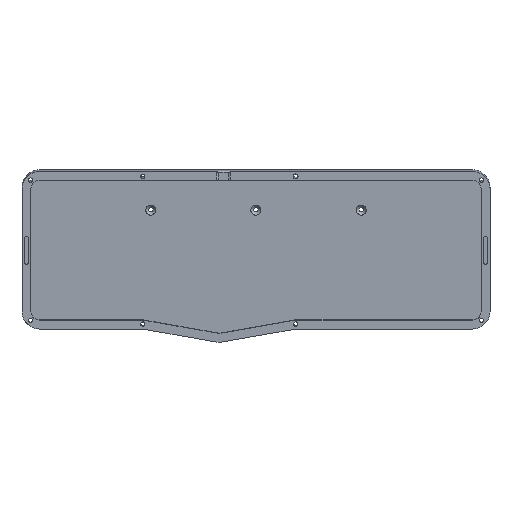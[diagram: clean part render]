
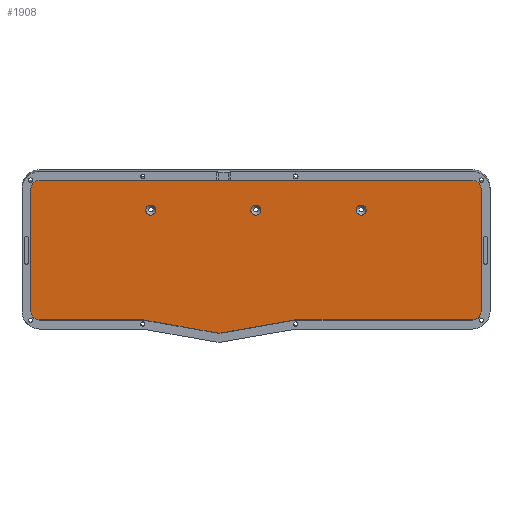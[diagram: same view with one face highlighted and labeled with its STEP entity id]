
A CAD part, top view. The second image highlights one B-rep face of the part: STEP entity #1908.
In plain terms, the highlighted planar face has unit normal (0, -0.087, 0.996).
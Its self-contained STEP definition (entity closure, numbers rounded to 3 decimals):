
#19=FACE_BOUND('',#626,.T.);
#20=FACE_BOUND('',#627,.T.);
#21=FACE_BOUND('',#628,.T.);
#68=PLANE('',#2089);
#117=LINE('',#3074,#250);
#121=LINE('',#3086,#254);
#125=LINE('',#3098,#258);
#128=LINE('',#3104,#261);
#131=LINE('',#3110,#264);
#135=LINE('',#3122,#268);
#139=LINE('',#3134,#272);
#143=LINE('',#3146,#276);
#147=LINE('',#3162,#280);
#250=VECTOR('',#2384,10.);
#254=VECTOR('',#2396,10.);
#258=VECTOR('',#2408,10.);
#261=VECTOR('',#2413,10.);
#264=VECTOR('',#2418,10.);
#268=VECTOR('',#2430,10.);
#272=VECTOR('',#2442,10.);
#276=VECTOR('',#2454,10.);
#280=VECTOR('',#2470,10.);
#373=CIRCLE('',#2011,4.05);
#374=CIRCLE('',#2012,4.05);
#377=CIRCLE('',#2026,4.05);
#378=CIRCLE('',#2027,4.05);
#381=CIRCLE('',#2041,4.05);
#382=CIRCLE('',#2042,4.05);
#392=CIRCLE('',#2059,6.75);
#394=CIRCLE('',#2063,6.75);
#396=CIRCLE('',#2067,5.25);
#398=CIRCLE('',#2073,8.75);
#400=CIRCLE('',#2077,5.25);
#402=CIRCLE('',#2081,6.75);
#404=CIRCLE('',#2085,6.75);
#513=FACE_OUTER_BOUND('',#625,.T.);
#625=EDGE_LOOP('',(#1398,#1399,#1400,#1401,#1402,#1403,#1404,#1405,#1406,
#1407,#1408,#1409,#1410,#1411,#1412,#1413));
#626=EDGE_LOOP('',(#1414,#1415));
#627=EDGE_LOOP('',(#1416,#1417));
#628=EDGE_LOOP('',(#1418,#1419));
#795=VERTEX_POINT('',#2933);
#796=VERTEX_POINT('',#2934);
#805=VERTEX_POINT('',#2983);
#806=VERTEX_POINT('',#2984);
#815=VERTEX_POINT('',#3033);
#816=VERTEX_POINT('',#3034);
#826=VERTEX_POINT('',#3064);
#827=VERTEX_POINT('',#3066);
#829=VERTEX_POINT('',#3072);
#831=VERTEX_POINT('',#3078);
#833=VERTEX_POINT('',#3084);
#835=VERTEX_POINT('',#3090);
#837=VERTEX_POINT('',#3096);
#839=VERTEX_POINT('',#3102);
#841=VERTEX_POINT('',#3108);
#843=VERTEX_POINT('',#3114);
#845=VERTEX_POINT('',#3120);
#847=VERTEX_POINT('',#3126);
#849=VERTEX_POINT('',#3132);
#851=VERTEX_POINT('',#3138);
#853=VERTEX_POINT('',#3144);
#855=VERTEX_POINT('',#3150);
#986=EDGE_CURVE('',#795,#796,#373,.T.);
#987=EDGE_CURVE('',#796,#795,#374,.T.);
#1000=EDGE_CURVE('',#805,#806,#377,.T.);
#1001=EDGE_CURVE('',#806,#805,#378,.T.);
#1014=EDGE_CURVE('',#815,#816,#381,.T.);
#1015=EDGE_CURVE('',#816,#815,#382,.T.);
#1030=EDGE_CURVE('',#826,#827,#392,.T.);
#1034=EDGE_CURVE('',#829,#826,#117,.T.);
#1037=EDGE_CURVE('',#831,#829,#394,.T.);
#1040=EDGE_CURVE('',#833,#831,#121,.T.);
#1043=EDGE_CURVE('',#835,#833,#396,.T.);
#1046=EDGE_CURVE('',#837,#835,#125,.T.);
#1049=EDGE_CURVE('',#839,#837,#128,.T.);
#1052=EDGE_CURVE('',#841,#839,#131,.T.);
#1055=EDGE_CURVE('',#843,#841,#398,.T.);
#1058=EDGE_CURVE('',#845,#843,#135,.T.);
#1061=EDGE_CURVE('',#847,#845,#400,.T.);
#1064=EDGE_CURVE('',#849,#847,#139,.T.);
#1067=EDGE_CURVE('',#851,#849,#402,.T.);
#1070=EDGE_CURVE('',#853,#851,#143,.T.);
#1073=EDGE_CURVE('',#855,#853,#404,.T.);
#1078=EDGE_CURVE('',#827,#855,#147,.T.);
#1398=ORIENTED_EDGE('',*,*,#1078,.F.);
#1399=ORIENTED_EDGE('',*,*,#1030,.F.);
#1400=ORIENTED_EDGE('',*,*,#1034,.F.);
#1401=ORIENTED_EDGE('',*,*,#1037,.F.);
#1402=ORIENTED_EDGE('',*,*,#1040,.F.);
#1403=ORIENTED_EDGE('',*,*,#1043,.F.);
#1404=ORIENTED_EDGE('',*,*,#1046,.F.);
#1405=ORIENTED_EDGE('',*,*,#1049,.F.);
#1406=ORIENTED_EDGE('',*,*,#1052,.F.);
#1407=ORIENTED_EDGE('',*,*,#1055,.F.);
#1408=ORIENTED_EDGE('',*,*,#1058,.F.);
#1409=ORIENTED_EDGE('',*,*,#1061,.F.);
#1410=ORIENTED_EDGE('',*,*,#1064,.F.);
#1411=ORIENTED_EDGE('',*,*,#1067,.F.);
#1412=ORIENTED_EDGE('',*,*,#1070,.F.);
#1413=ORIENTED_EDGE('',*,*,#1073,.F.);
#1414=ORIENTED_EDGE('',*,*,#986,.T.);
#1415=ORIENTED_EDGE('',*,*,#987,.T.);
#1416=ORIENTED_EDGE('',*,*,#1000,.T.);
#1417=ORIENTED_EDGE('',*,*,#1001,.T.);
#1418=ORIENTED_EDGE('',*,*,#1014,.T.);
#1419=ORIENTED_EDGE('',*,*,#1015,.T.);
#1908=ADVANCED_FACE('',(#513,#19,#20,#21),#68,.T.);
#2011=AXIS2_PLACEMENT_3D('',#2935,#2274,#2275);
#2012=AXIS2_PLACEMENT_3D('',#2936,#2276,#2277);
#2026=AXIS2_PLACEMENT_3D('',#2985,#2306,#2307);
#2027=AXIS2_PLACEMENT_3D('',#2986,#2308,#2309);
#2041=AXIS2_PLACEMENT_3D('',#3035,#2338,#2339);
#2042=AXIS2_PLACEMENT_3D('',#3036,#2340,#2341);
#2059=AXIS2_PLACEMENT_3D('',#3067,#2377,#2378);
#2063=AXIS2_PLACEMENT_3D('',#3080,#2390,#2391);
#2067=AXIS2_PLACEMENT_3D('',#3092,#2402,#2403);
#2073=AXIS2_PLACEMENT_3D('',#3116,#2424,#2425);
#2077=AXIS2_PLACEMENT_3D('',#3128,#2436,#2437);
#2081=AXIS2_PLACEMENT_3D('',#3140,#2448,#2449);
#2085=AXIS2_PLACEMENT_3D('',#3152,#2460,#2461);
#2089=AXIS2_PLACEMENT_3D('',#3164,#2472,#2473);
#2274=DIRECTION('center_axis',(0.,0.087,
-0.996));
#2275=DIRECTION('ref_axis',(1.,0.,0.));
#2276=DIRECTION('center_axis',(0.,0.087,
-0.996));
#2277=DIRECTION('ref_axis',(1.,0.,0.));
#2306=DIRECTION('center_axis',(0.,0.087,
-0.996));
#2307=DIRECTION('ref_axis',(1.,0.,0.));
#2308=DIRECTION('center_axis',(0.,0.087,
-0.996));
#2309=DIRECTION('ref_axis',(1.,0.,0.));
#2338=DIRECTION('center_axis',(0.,0.087,
-0.996));
#2339=DIRECTION('ref_axis',(1.,0.,0.));
#2340=DIRECTION('center_axis',(0.,0.087,
-0.996));
#2341=DIRECTION('ref_axis',(1.,0.,0.));
#2377=DIRECTION('center_axis',(0.,0.087,
-0.996));
#2378=DIRECTION('ref_axis',(0.,0.996,0.087));
#2384=DIRECTION('',(0.,0.996,0.087));
#2390=DIRECTION('center_axis',(0.,0.087,
-0.996));
#2391=DIRECTION('ref_axis',(-1.,0.,0.));
#2396=DIRECTION('',(-1.,0.,0.));
#2402=DIRECTION('center_axis',(0.,-0.087,
0.996));
#2403=DIRECTION('ref_axis',(0.174,0.981,0.086));
#2408=DIRECTION('',(-0.985,0.173,0.015));
#2413=DIRECTION('',(-0.985,0.173,0.015));
#2418=DIRECTION('',(-0.985,0.173,0.015));
#2424=DIRECTION('center_axis',(0.,0.087,
-0.996));
#2425=DIRECTION('ref_axis',(-0.174,-0.981,-0.086));
#2430=DIRECTION('',(-0.985,-0.173,-0.015));
#2436=DIRECTION('center_axis',(0.,-0.087,
0.996));
#2437=DIRECTION('ref_axis',(0.,0.996,0.087));
#2442=DIRECTION('',(-1.,0.,0.));
#2448=DIRECTION('center_axis',(0.,0.087,
-0.996));
#2449=DIRECTION('ref_axis',(0.,-0.996,-0.087));
#2454=DIRECTION('',(0.,-0.996,-0.087));
#2460=DIRECTION('center_axis',(0.,0.087,
-0.996));
#2461=DIRECTION('ref_axis',(1.,0.,0.));
#2470=DIRECTION('',(1.,0.,0.));
#2472=DIRECTION('center_axis',(0.,-0.087,
0.996));
#2473=DIRECTION('ref_axis',(1.,0.,0.));
#2933=CARTESIAN_POINT('',(181.422,63.199,-37.68));
#2934=CARTESIAN_POINT('',(173.322,63.199,-37.68));
#2935=CARTESIAN_POINT('Origin',(177.372,63.199,-37.68));
#2936=CARTESIAN_POINT('Origin',(177.372,63.199,-37.68));
#2983=CARTESIAN_POINT('',(96.301,63.203,-37.679));
#2984=CARTESIAN_POINT('',(88.201,63.203,-37.679));
#2985=CARTESIAN_POINT('Origin',(92.251,63.203,-37.679));
#2986=CARTESIAN_POINT('Origin',(92.251,63.203,-37.679));
#3033=CARTESIAN_POINT('',(266.794,63.203,-37.679));
#3034=CARTESIAN_POINT('',(258.694,63.203,-37.679));
#3035=CARTESIAN_POINT('Origin',(262.744,63.203,-37.679));
#3036=CARTESIAN_POINT('Origin',(262.744,63.203,-37.679));
#3064=CARTESIAN_POINT('',(-4.749,80.698,-36.149));
#3066=CARTESIAN_POINT('',(2.001,87.422,-35.56));
#3067=CARTESIAN_POINT('Origin',(2.001,80.698,-36.149));
#3072=CARTESIAN_POINT('',(-4.749,-18.945,-44.866));
#3074=CARTESIAN_POINT('',(-4.749,80.698,-36.149));
#3078=CARTESIAN_POINT('',(2.001,-25.67,-45.455));
#3080=CARTESIAN_POINT('Origin',(2.001,-18.945,-44.866));
#3084=CARTESIAN_POINT('',(85.682,-25.67,-45.455));
#3086=CARTESIAN_POINT('',(2.001,-25.67,-45.455));
#3090=CARTESIAN_POINT('',(86.594,-25.749,-45.461));
#3092=CARTESIAN_POINT('Origin',(85.682,-30.9,-45.912));
#3096=CARTESIAN_POINT('',(110.741,-29.993,-45.833));
#3098=CARTESIAN_POINT('',(86.594,-25.749,-45.461));
#3102=CARTESIAN_POINT('',(122.066,-31.983,-46.007));
#3104=CARTESIAN_POINT('',(110.741,-29.993,-45.833));
#3108=CARTESIAN_POINT('',(146.212,-36.227,-46.378));
#3110=CARTESIAN_POINT('',(122.066,-31.983,-46.007));
#3114=CARTESIAN_POINT('',(149.252,-36.227,-46.378));
#3116=CARTESIAN_POINT('Origin',(147.732,-27.643,-45.627));
#3120=CARTESIAN_POINT('',(208.875,-25.749,-45.461));
#3122=CARTESIAN_POINT('',(149.252,-36.227,-46.378));
#3126=CARTESIAN_POINT('',(209.787,-25.67,-45.455));
#3128=CARTESIAN_POINT('Origin',(209.787,-30.9,-45.912));
#3132=CARTESIAN_POINT('',(352.994,-25.67,-45.455));
#3134=CARTESIAN_POINT('',(209.787,-25.67,-45.455));
#3138=CARTESIAN_POINT('',(359.744,-18.945,-44.866));
#3140=CARTESIAN_POINT('Origin',(352.994,-18.945,-44.866));
#3144=CARTESIAN_POINT('',(359.744,80.698,-36.149));
#3146=CARTESIAN_POINT('',(359.744,-18.945,-44.866));
#3150=CARTESIAN_POINT('',(352.994,87.422,-35.56));
#3152=CARTESIAN_POINT('Origin',(352.994,80.698,-36.149));
#3162=CARTESIAN_POINT('',(352.994,87.422,-35.56));
#3164=CARTESIAN_POINT('Origin',(177.497,25.531,-40.975));
